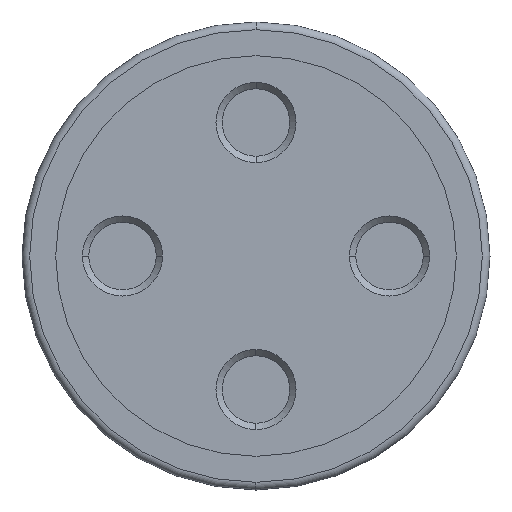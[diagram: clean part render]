
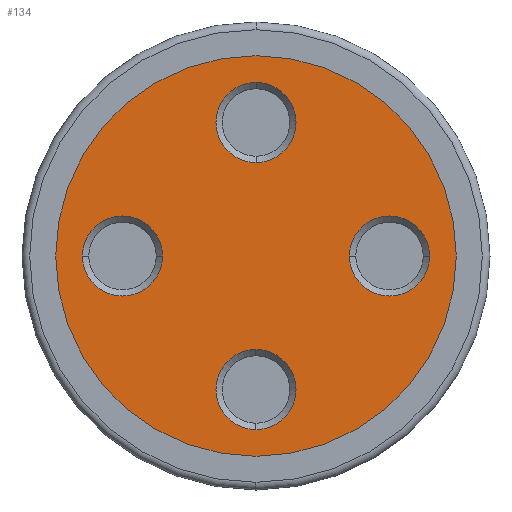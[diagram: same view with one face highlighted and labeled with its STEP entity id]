
A CAD part, left-side view. The second image highlights one B-rep face of the part: STEP entity #134.
In plain terms, the highlighted planar face has unit normal (-1, 0, 0).
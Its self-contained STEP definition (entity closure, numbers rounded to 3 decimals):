
#134=ADVANCED_FACE('',(#320,#321,#322,#323,#324),#325,.T.);
#320=FACE_BOUND('',#510,.T.);
#321=FACE_BOUND('',#511,.T.);
#322=FACE_BOUND('',#512,.T.);
#323=FACE_BOUND('',#513,.T.);
#324=FACE_OUTER_BOUND('',#514,.T.);
#325=PLANE('',#515);
#510=EDGE_LOOP('',(#1194,#1195));
#511=EDGE_LOOP('',(#1196,#1197));
#512=EDGE_LOOP('',(#1198,#1199));
#513=EDGE_LOOP('',(#1200,#1201));
#514=EDGE_LOOP('',(#1202,#1203));
#515=AXIS2_PLACEMENT_3D('',#1204,#1205,#1206);
#1194=ORIENTED_EDGE('',*,*,#1269,.T.);
#1195=ORIENTED_EDGE('',*,*,#1396,.T.);
#1196=ORIENTED_EDGE('',*,*,#1262,.T.);
#1197=ORIENTED_EDGE('',*,*,#1399,.T.);
#1198=ORIENTED_EDGE('',*,*,#1255,.T.);
#1199=ORIENTED_EDGE('',*,*,#1402,.T.);
#1200=ORIENTED_EDGE('',*,*,#1248,.T.);
#1201=ORIENTED_EDGE('',*,*,#1405,.T.);
#1202=ORIENTED_EDGE('',*,*,#1210,.T.);
#1203=ORIENTED_EDGE('',*,*,#1417,.T.);
#1204=CARTESIAN_POINT('',(0.0,0.0,0.0));
#1205=DIRECTION('',(-1.0,0.0,0.));
#1206=DIRECTION('',(0.,0.0,1.0));
#1210=EDGE_CURVE('',#1420,#1424,#1426,.T.);
#1248=EDGE_CURVE('',#1493,#1495,#1497,.T.);
#1255=EDGE_CURVE('',#1506,#1508,#1510,.T.);
#1262=EDGE_CURVE('',#1519,#1521,#1523,.T.);
#1269=EDGE_CURVE('',#1532,#1534,#1536,.T.);
#1396=EDGE_CURVE('',#1534,#1532,#1745,.T.);
#1399=EDGE_CURVE('',#1521,#1519,#1748,.T.);
#1402=EDGE_CURVE('',#1508,#1506,#1751,.T.);
#1405=EDGE_CURVE('',#1495,#1493,#1754,.T.);
#1417=EDGE_CURVE('',#1424,#1420,#1766,.T.);
#1420=VERTEX_POINT('',#1769);
#1424=VERTEX_POINT('',#1774);
#1426=CIRCLE('',#1777,30.0);
#1493=VERTEX_POINT('',#1856);
#1495=VERTEX_POINT('',#1859);
#1497=CIRCLE('',#1862,6.0);
#1506=VERTEX_POINT('',#1873);
#1508=VERTEX_POINT('',#1876);
#1510=CIRCLE('',#1879,6.0);
#1519=VERTEX_POINT('',#1890);
#1521=VERTEX_POINT('',#1893);
#1523=CIRCLE('',#1896,6.0);
#1532=VERTEX_POINT('',#1907);
#1534=VERTEX_POINT('',#1910);
#1536=CIRCLE('',#1913,6.0);
#1745=CIRCLE('',#2443,6.0);
#1748=CIRCLE('',#2446,6.0);
#1751=CIRCLE('',#2449,6.0);
#1754=CIRCLE('',#2452,6.0);
#1766=CIRCLE('',#2464,30.0);
#1769=CARTESIAN_POINT('',(0.,0.0,30.0));
#1774=CARTESIAN_POINT('',(0.,0.,-30.0));
#1777=AXIS2_PLACEMENT_3D('',#2471,#2472,#2473);
#1856=CARTESIAN_POINT('',(0.0,26.0,0.0));
#1859=CARTESIAN_POINT('',(0.,14.0,0.));
#1862=AXIS2_PLACEMENT_3D('',#2557,#2558,#2559);
#1873=CARTESIAN_POINT('',(0.,0.,-26.0));
#1876=CARTESIAN_POINT('',(0.,0.,-14.0));
#1879=AXIS2_PLACEMENT_3D('',#2570,#2571,#2572);
#1890=CARTESIAN_POINT('',(0.,-26.0,0.));
#1893=CARTESIAN_POINT('',(0.,-14.0,0.));
#1896=AXIS2_PLACEMENT_3D('',#2583,#2584,#2585);
#1907=CARTESIAN_POINT('',(0.,0.,26.0));
#1910=CARTESIAN_POINT('',(0.,0.,14.0));
#1913=AXIS2_PLACEMENT_3D('',#2596,#2597,#2598);
#2443=AXIS2_PLACEMENT_3D('',#2803,#2804,#2805);
#2446=AXIS2_PLACEMENT_3D('',#2812,#2813,#2814);
#2449=AXIS2_PLACEMENT_3D('',#2821,#2822,#2823);
#2452=AXIS2_PLACEMENT_3D('',#2830,#2831,#2832);
#2464=AXIS2_PLACEMENT_3D('',#2866,#2867,#2868);
#2471=CARTESIAN_POINT('',(0.0,0.0,0.0));
#2472=DIRECTION('',(-1.0,0.0,0.));
#2473=DIRECTION('',(0.,0.0,1.0));
#2557=CARTESIAN_POINT('',(0.0,20.0,0.0));
#2558=DIRECTION('',(1.0,0.0,0.));
#2559=DIRECTION('',(0.0,1.0,0.0));
#2570=CARTESIAN_POINT('',(0.,0.,-20.0));
#2571=DIRECTION('',(1.0,0.0,0.));
#2572=DIRECTION('',(0.,0.,-1.0));
#2583=CARTESIAN_POINT('',(0.,-20.0,0.));
#2584=DIRECTION('',(1.0,0.0,0.));
#2585=DIRECTION('',(0.,-1.0,0.));
#2596=CARTESIAN_POINT('',(0.,0.,20.0));
#2597=DIRECTION('',(1.0,0.0,0.));
#2598=DIRECTION('',(0.,0.,1.0));
#2803=CARTESIAN_POINT('',(0.,0.,20.0));
#2804=DIRECTION('',(1.0,0.0,0.));
#2805=DIRECTION('',(0.,0.,1.0));
#2812=CARTESIAN_POINT('',(0.,-20.0,0.));
#2813=DIRECTION('',(1.0,0.0,0.));
#2814=DIRECTION('',(0.,-1.0,0.));
#2821=CARTESIAN_POINT('',(0.,0.,-20.0));
#2822=DIRECTION('',(1.0,0.0,0.));
#2823=DIRECTION('',(0.,0.,-1.0));
#2830=CARTESIAN_POINT('',(0.0,20.0,0.0));
#2831=DIRECTION('',(1.0,0.0,0.));
#2832=DIRECTION('',(0.0,1.0,0.0));
#2866=CARTESIAN_POINT('',(0.0,0.0,0.0));
#2867=DIRECTION('',(-1.0,0.0,0.));
#2868=DIRECTION('',(0.,0.0,1.0));
